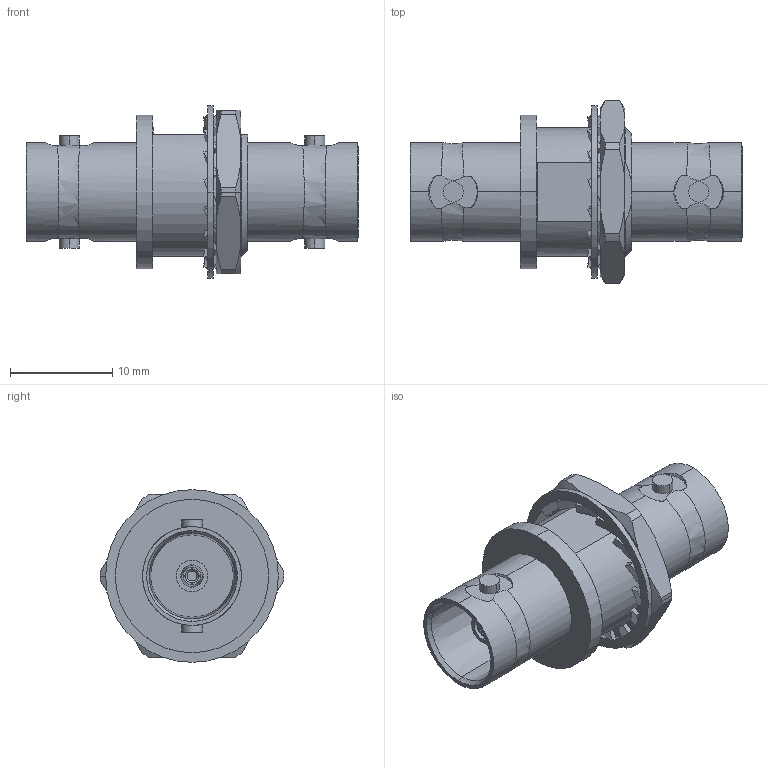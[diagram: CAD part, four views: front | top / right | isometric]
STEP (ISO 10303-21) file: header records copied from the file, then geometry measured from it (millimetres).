
FILE_DESCRIPTION (( 'STEP AP214' ), '1' );
FILE_NAME ('43461~0.STEP', '2019-08-13T11:14:29', ( '' ), ( '' ), 'SwSTEP 2.0', 'SolidWorks 2018', '' );
FILE_SCHEMA (( 'AUTOMOTIVE_DESIGN' ));
Length unit declared in the file: millimetre
Products named in the file (1): 43461~0
Bounding box: 32.48 x 18 x 16.9 mm (x, y, z)
Volume: 2400.7 mm3; surface area: 2662.6 mm2
Topology: 1 solids, 1 shells, 304 faces, 822 edges, 536 vertices
Faces by surface type: plane 134, cylinder 99, cone 67, bspline 4
Entity records: 10501 total; most frequent: CARTESIAN_POINT 3014, ORIENTED_EDGE 1644, DIRECTION 1487, EDGE_CURVE 822, AXIS2_PLACEMENT_3D 593, VERTEX_POINT 536, EDGE_LOOP 354, FACE_OUTER_BOUND 304
